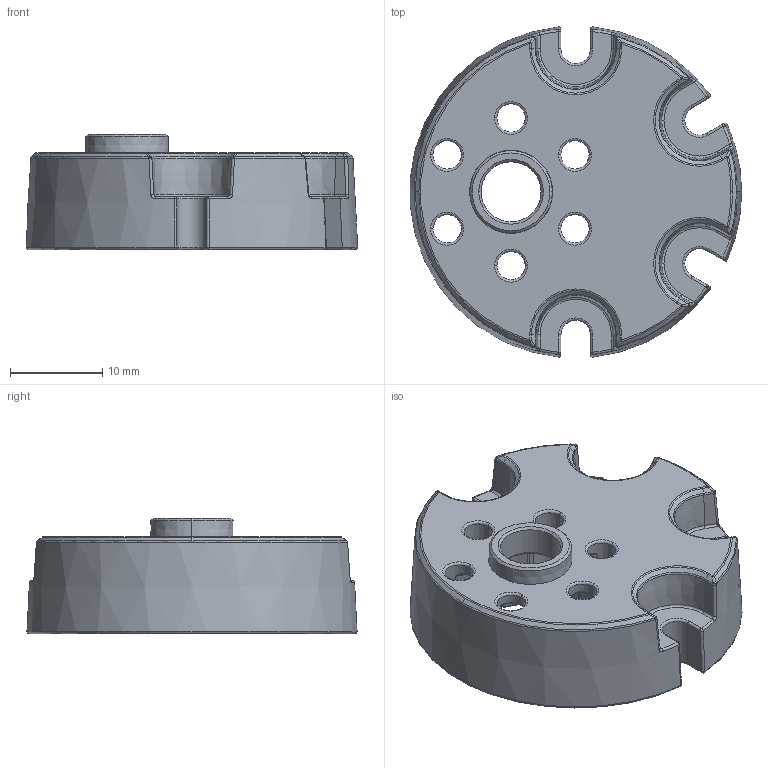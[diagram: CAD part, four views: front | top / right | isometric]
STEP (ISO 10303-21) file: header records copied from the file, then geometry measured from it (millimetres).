
FILE_DESCRIPTION (( 'STEP AP203' ), '1' );
FILE_NAME ('REV-41-1648-A-HD Hex Spur Hearbox Face Mount Spacer.STEP', '2019-07-26T21:43:52', ( '' ), ( '' ), 'SwSTEP 2.0', 'SolidWorks 2018', '' );
FILE_SCHEMA (( 'CONFIG_CONTROL_DESIGN' ));
Length unit declared in the file: millimetre
Products named in the file (1): REV-41-1648-A-HD Hex Spur Hearbox Face Mount Spacer
Bounding box: 35.91 x 35.78 x 12.5 mm (x, y, z)
Volume: 4070.9 mm3; surface area: 5399.9 mm2
Topology: 1 solids, 1 shells, 710 faces, 1584 edges, 845 vertices
Faces by surface type: torus 181, bspline 143, cylinder 128, sphere 103, plane 78, cone 77
Entity records: 21878 total; most frequent: CARTESIAN_POINT 6930, DIRECTION 3305, ORIENTED_EDGE 3094, EDGE_CURVE 1547, AXIS2_PLACEMENT_3D 1489, CIRCLE 921, VERTEX_POINT 837, EDGE_LOOP 722
